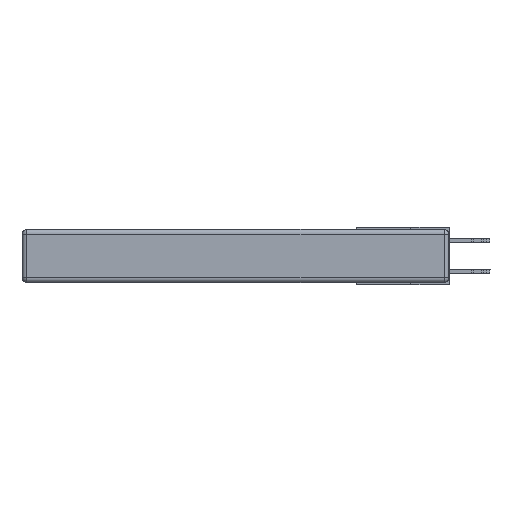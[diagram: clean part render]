
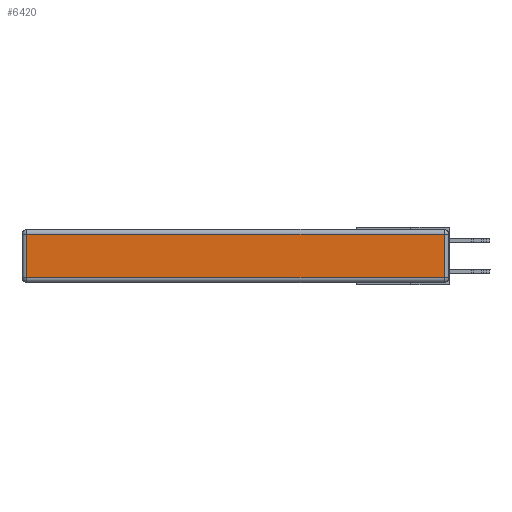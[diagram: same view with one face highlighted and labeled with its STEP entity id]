
A CAD part, left-side view. The second image highlights one B-rep face of the part: STEP entity #6420.
In plain terms, the highlighted planar face has unit normal (-1, 0, 0).
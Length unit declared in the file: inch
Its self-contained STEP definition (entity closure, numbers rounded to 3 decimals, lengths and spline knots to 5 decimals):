
#691 = FACE_OUTER_BOUND ( 'NONE', #19150, .T. ) ;
#2688 = CARTESIAN_POINT ( 'NONE',  ( 0., 2.72, -0.313 ) ) ;
#2938 = EDGE_CURVE ( 'NONE', #28233, #7316, #8059, .T. ) ;
#3137 = LINE ( 'NONE', #17741, #4307 ) ;
#3215 = DIRECTION ( 'NONE',  ( 0., 0., -1. ) ) ;
#3307 = CARTESIAN_POINT ( 'NONE',  ( 0., 0., -0.313 ) ) ;
#3418 = DIRECTION ( 'NONE',  ( 0., -1., 0. ) ) ;
#4307 = VECTOR ( 'NONE', #3215, 39.37008 ) ;
#6420 = ADVANCED_FACE ( 'NONE', ( #691 ), #17660, .T. ) ;
#7277 = AXIS2_PLACEMENT_3D ( 'NONE', #22399, #24959, #27520 ) ;
#7316 = VERTEX_POINT ( 'NONE', #19941 ) ;
#8059 = LINE ( 'NONE', #27736, #17167 ) ;
#8740 = VERTEX_POINT ( 'NONE', #13401 ) ;
#10317 = VECTOR ( 'NONE', #3418, 39.37008 ) ;
#10630 = DIRECTION ( 'NONE',  ( 0., 0., 1. ) ) ;
#10807 = CARTESIAN_POINT ( 'NONE',  ( 0., 0.03, -0.313 ) ) ;
#11484 = LINE ( 'NONE', #30960, #11830 ) ;
#11830 = VECTOR ( 'NONE', #31252, 39.37008 ) ;
#13401 = CARTESIAN_POINT ( 'NONE',  ( 0., 2.72, -0.03 ) ) ;
#13585 = ORIENTED_EDGE ( 'NONE', *, *, #25363, .T. ) ;
#17167 = VECTOR ( 'NONE', #10630, 39.37008 ) ;
#17660 = PLANE ( 'NONE',  #7277 ) ;
#17741 = CARTESIAN_POINT ( 'NONE',  ( 0., 2.72, -0.343 ) ) ;
#19150 = EDGE_LOOP ( 'NONE', ( #24734, #27301, #24068, #13585 ) ) ;
#19941 = CARTESIAN_POINT ( 'NONE',  ( 0., 0.03, -0.03 ) ) ;
#20630 = LINE ( 'NONE', #3307, #10317 ) ;
#21464 = VERTEX_POINT ( 'NONE', #2688 ) ;
#22399 = CARTESIAN_POINT ( 'NONE',  ( 0., 0., -0.343 ) ) ;
#24068 = ORIENTED_EDGE ( 'NONE', *, *, #25968, .T. ) ;
#24734 = ORIENTED_EDGE ( 'NONE', *, *, #29827, .T. ) ;
#24959 = DIRECTION ( 'NONE',  ( -1., 0., 0. ) ) ;
#25363 = EDGE_CURVE ( 'NONE', #8740, #21464, #3137, .T. ) ;
#25968 = EDGE_CURVE ( 'NONE', #7316, #8740, #11484, .T. ) ;
#27301 = ORIENTED_EDGE ( 'NONE', *, *, #2938, .T. ) ;
#27520 = DIRECTION ( 'NONE',  ( 0., 0., 1. ) ) ;
#27736 = CARTESIAN_POINT ( 'NONE',  ( 0., 0.03, -0.343 ) ) ;
#28233 = VERTEX_POINT ( 'NONE', #10807 ) ;
#29827 = EDGE_CURVE ( 'NONE', #21464, #28233, #20630, .T. ) ;
#30960 = CARTESIAN_POINT ( 'NONE',  ( 0., 2.75, -0.03 ) ) ;
#31252 = DIRECTION ( 'NONE',  ( 0., 1., 0. ) ) ;
